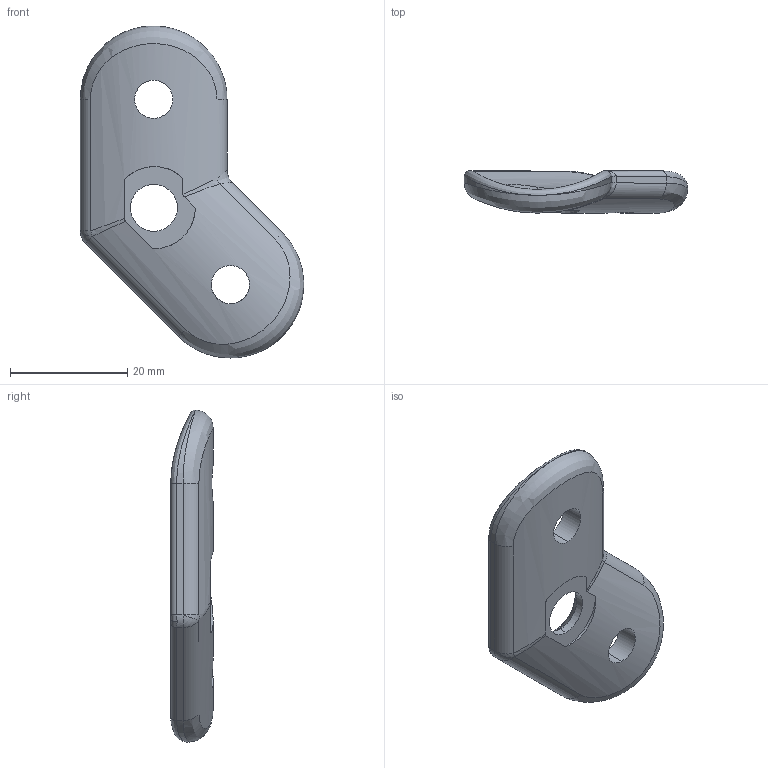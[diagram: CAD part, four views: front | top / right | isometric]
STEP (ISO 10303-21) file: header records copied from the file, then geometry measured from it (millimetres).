
FILE_DESCRIPTION (( 'STEP AP203' ), '1' );
FILE_NAME ('A14_1870-042.STEP', '2024-09-05T11:29:50', ( '' ), ( '' ), 'SwSTEP 2.0', 'SolidWorks 2019', '' );
FILE_SCHEMA (( 'CONFIG_CONTROL_DESIGN' ));
Length unit declared in the file: millimetre
Products named in the file (1): A14_1870-042
Bounding box: 38.06 x 7.21 x 56.58 mm (x, y, z)
Volume: 5152.7 mm3; surface area: 3405.5 mm2
Topology: 1 solids, 1 shells, 50 faces, 117 edges, 67 vertices
Faces by surface type: cylinder 31, bspline 10, plane 5, cone 2, sphere 2
Entity records: 2897 total; most frequent: CARTESIAN_POINT 1808, ORIENTED_EDGE 232, DIRECTION 179, EDGE_CURVE 116, AXIS2_PLACEMENT_3D 70, VERTEX_POINT 67, EDGE_LOOP 55, FACE_OUTER_BOUND 50
